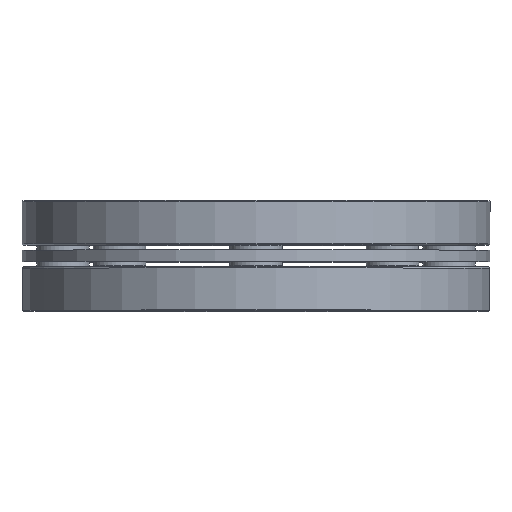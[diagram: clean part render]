
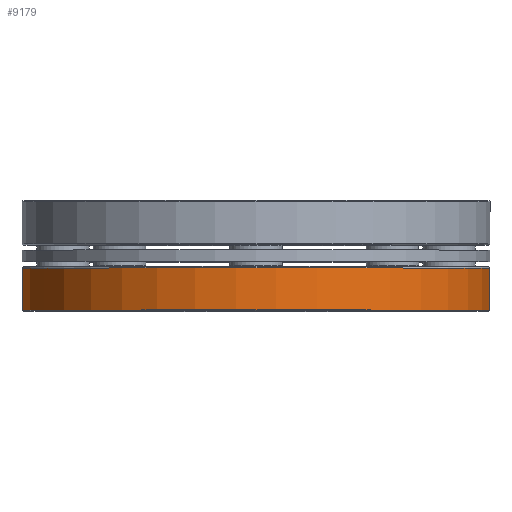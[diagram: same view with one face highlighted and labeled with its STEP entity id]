
A CAD part, top view. The second image highlights one B-rep face of the part: STEP entity #9179.
In plain terms, the highlighted cylindrical face has radius 142.5 mm (diameter 285 mm), a full revolution.
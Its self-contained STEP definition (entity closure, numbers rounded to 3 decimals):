
#476=CYLINDRICAL_SURFACE('',#10063,142.5);
#1830=ORIENTED_EDGE('',*,*,#2637,.T.);
#1831=ORIENTED_EDGE('',*,*,#2612,.T.);
#2612=EDGE_CURVE('',#3177,#3177,#3676,.F.);
#2637=EDGE_CURVE('',#3202,#3202,#3701,.F.);
#3177=VERTEX_POINT('',#13907);
#3202=VERTEX_POINT('',#13982);
#3676=CIRCLE('',#10014,142.5);
#3701=CIRCLE('',#10064,142.5);
#4474=EDGE_LOOP('',(#1830));
#4475=EDGE_LOOP('',(#1831));
#5337=FACE_BOUND('',#4474,.T.);
#5338=FACE_BOUND('',#4475,.T.);
#9179=ADVANCED_FACE('',(#5337,#5338),#476,.T.);
#10014=AXIS2_PLACEMENT_3D('',#13906,#11848,#11849);
#10063=AXIS2_PLACEMENT_3D('',#13980,#11946,#11947);
#10064=AXIS2_PLACEMENT_3D('',#13981,#11948,#11949);
#11848=DIRECTION('',(0.,1.,0.));
#11849=DIRECTION('',(0.707,0.,0.707));
#11946=DIRECTION('',(0.,1.,0.));
#11947=DIRECTION('',(0.707,0.,0.707));
#11948=DIRECTION('',(0.,-1.,0.));
#11949=DIRECTION('',(-0.707,0.,-0.707));
#13906=CARTESIAN_POINT('',(0.,-41.1,0.));
#13907=CARTESIAN_POINT('',(100.763,-41.1,100.763));
#13980=CARTESIAN_POINT('',(0.,-69.444,0.));
#13981=CARTESIAN_POINT('',(0.,-66.7,0.));
#13982=CARTESIAN_POINT('',(-100.763,-66.7,-100.763));
